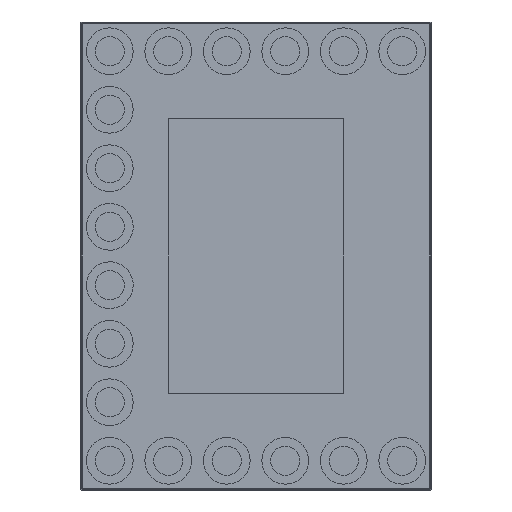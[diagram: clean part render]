
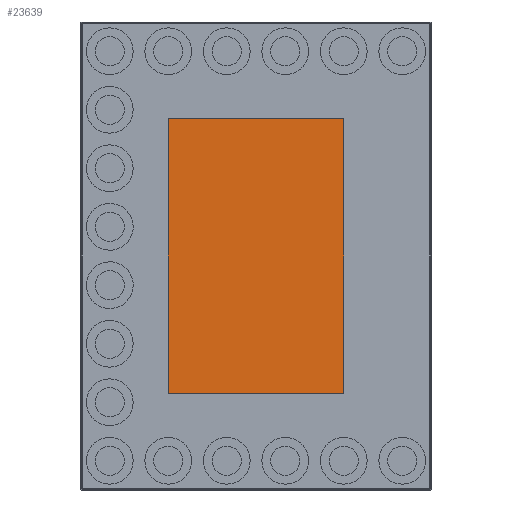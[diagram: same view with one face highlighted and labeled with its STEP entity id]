
A CAD part, front view. The second image highlights one B-rep face of the part: STEP entity #23639.
In plain terms, the highlighted planar face has unit normal (0, -1, 0).
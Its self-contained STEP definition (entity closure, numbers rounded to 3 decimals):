
#442 = ORIENTED_EDGE ( 'NONE', *, *, #14868, .F. ) ;
#1140 = CARTESIAN_POINT ( 'NONE',  ( -75., 0.5, 23.5 ) ) ;
#5144 = VERTEX_POINT ( 'NONE', #35805 ) ;
#5591 = EDGE_CURVE ( 'NONE', #5144, #7302, #16600, .T. ) ;
#5732 = PLANE ( 'NONE',  #16717 ) ;
#7302 = VERTEX_POINT ( 'NONE', #23558 ) ;
#8375 = CARTESIAN_POINT ( 'NONE',  ( -75., 0.5, 23.5 ) ) ;
#8415 = CARTESIAN_POINT ( 'NONE',  ( -90., 0.5, 0. ) ) ;
#8494 = CARTESIAN_POINT ( 'NONE',  ( -75., 0.5, -23.5 ) ) ;
#9430 = VECTOR ( 'NONE', #16672, 1000. ) ;
#12359 = DIRECTION ( 'NONE',  ( 0., 0., 1. ) ) ;
#12427 = EDGE_CURVE ( 'NONE', #34470, #5144, #25581, .T. ) ;
#12561 = ORIENTED_EDGE ( 'NONE', *, *, #12427, .F. ) ;
#14868 = EDGE_CURVE ( 'NONE', #7302, #16157, #18039, .T. ) ;
#15822 = ORIENTED_EDGE ( 'NONE', *, *, #25162, .F. ) ;
#16157 = VERTEX_POINT ( 'NONE', #25306 ) ;
#16160 = CARTESIAN_POINT ( 'NONE',  ( -105., 0.5, 23.5 ) ) ;
#16600 = LINE ( 'NONE', #8494, #34654 ) ;
#16672 = DIRECTION ( 'NONE',  ( 0., 0., -1. ) ) ;
#16717 = AXIS2_PLACEMENT_3D ( 'NONE', #8415, #17095, #22400 ) ;
#17095 = DIRECTION ( 'NONE',  ( 0., 1., 0. ) ) ;
#18039 = LINE ( 'NONE', #29967, #25802 ) ;
#21851 = LINE ( 'NONE', #16160, #27078 ) ;
#22400 = DIRECTION ( 'NONE',  ( 1., 0., 0. ) ) ;
#23558 = CARTESIAN_POINT ( 'NONE',  ( -105., 0.5, -23.5 ) ) ;
#23639 = ADVANCED_FACE ( 'NONE', ( #25433 ), #5732, .F. ) ;
#25162 = EDGE_CURVE ( 'NONE', #16157, #34470, #21851, .T. ) ;
#25306 = CARTESIAN_POINT ( 'NONE',  ( -105., 0.5, 23.5 ) ) ;
#25433 = FACE_OUTER_BOUND ( 'NONE', #33024, .T. ) ;
#25581 = LINE ( 'NONE', #8375, #9430 ) ;
#25802 = VECTOR ( 'NONE', #12359, 1000. ) ;
#27078 = VECTOR ( 'NONE', #27731, 1000. ) ;
#27731 = DIRECTION ( 'NONE',  ( 1., 0., 0. ) ) ;
#27978 = DIRECTION ( 'NONE',  ( -1., 0., 0. ) ) ;
#29967 = CARTESIAN_POINT ( 'NONE',  ( -105., 0.5, -23.5 ) ) ;
#33024 = EDGE_LOOP ( 'NONE', ( #36987, #12561, #15822, #442 ) ) ;
#34470 = VERTEX_POINT ( 'NONE', #1140 ) ;
#34654 = VECTOR ( 'NONE', #27978, 1000. ) ;
#35805 = CARTESIAN_POINT ( 'NONE',  ( -75., 0.5, -23.5 ) ) ;
#36987 = ORIENTED_EDGE ( 'NONE', *, *, #5591, .F. ) ;
